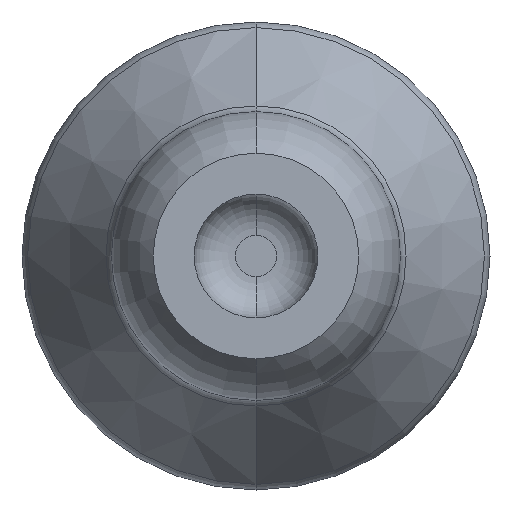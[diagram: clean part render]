
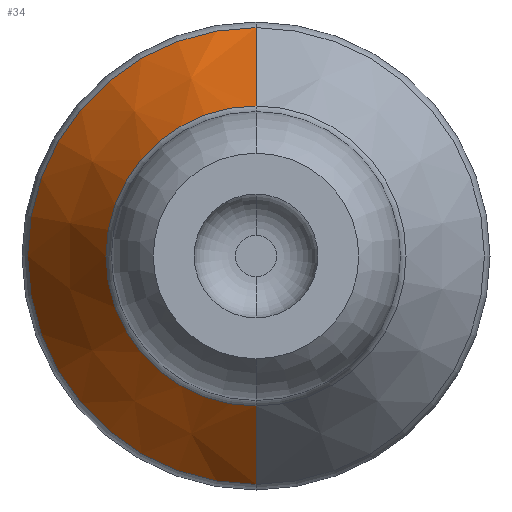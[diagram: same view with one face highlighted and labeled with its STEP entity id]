
A CAD part, front view. The second image highlights one B-rep face of the part: STEP entity #34.
In plain terms, the highlighted conical face has half-angle 30.2 degrees and reference radius 5.535 mm.
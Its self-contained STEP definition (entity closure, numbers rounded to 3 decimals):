
#4 = VERTEX_POINT ( 'NONE', #236 ) ;
#7 = EDGE_CURVE ( 'NONE', #89, #4, #215, .T. ) ;
#27 = EDGE_LOOP ( 'NONE', ( #32, #28, #39, #36 ) ) ;
#28 = ORIENTED_EDGE ( 'NONE', *, *, #88, .T. ) ;
#32 = ORIENTED_EDGE ( 'NONE', *, *, #7, .F. ) ;
#34 = ADVANCED_FACE ( 'NONE', ( #143 ), #140, .T. ) ;
#36 = ORIENTED_EDGE ( 'NONE', *, *, #80, .F. ) ;
#39 = ORIENTED_EDGE ( 'NONE', *, *, #54, .T. ) ;
#54 = EDGE_CURVE ( 'NONE', #90, #120, #246, .T. ) ;
#80 = EDGE_CURVE ( 'NONE', #4, #120, #361, .T. ) ;
#88 = EDGE_CURVE ( 'NONE', #89, #90, #269, .T. ) ;
#89 = VERTEX_POINT ( 'NONE', #265 ) ;
#90 = VERTEX_POINT ( 'NONE', #264 ) ;
#120 = VERTEX_POINT ( 'NONE', #299 ) ;
#137 = DIRECTION ( 'NONE',  ( 0., 0., 1. ) ) ;
#138 = DIRECTION ( 'NONE',  ( 0., 1., 0. ) ) ;
#139 = AXIS2_PLACEMENT_3D ( 'NONE', #142, #138, #137 ) ;
#140 = CONICAL_SURFACE ( 'NONE', #139, 5.535, 0.527 ) ;
#142 = CARTESIAN_POINT ( 'NONE',  ( 0., 23.497, 0. ) ) ;
#143 = FACE_OUTER_BOUND ( 'NONE', #27, .T. ) ;
#212 = DIRECTION ( 'NONE',  ( 0., 0.864, -0.503 ) ) ;
#213 = VECTOR ( 'NONE', #212, 1000. ) ;
#214 = CARTESIAN_POINT ( 'NONE',  ( 0., 23.497, -5.535 ) ) ;
#215 = LINE ( 'NONE', #214, #213 ) ;
#236 = CARTESIAN_POINT ( 'NONE',  ( 0., 23.497, -5.535 ) ) ;
#243 = DIRECTION ( 'NONE',  ( 0., 0.864, 0.503 ) ) ;
#244 = VECTOR ( 'NONE', #243, 1000. ) ;
#245 = CARTESIAN_POINT ( 'NONE',  ( 0., 23.497, 5.535 ) ) ;
#246 = LINE ( 'NONE', #245, #244 ) ;
#264 = CARTESIAN_POINT ( 'NONE',  ( 0., 20.233, 3.636 ) ) ;
#265 = CARTESIAN_POINT ( 'NONE',  ( 0., 20.233, -3.636 ) ) ;
#266 = DIRECTION ( 'NONE',  ( 0., 0., 1. ) ) ;
#267 = DIRECTION ( 'NONE',  ( 0., 1., 0. ) ) ;
#268 = AXIS2_PLACEMENT_3D ( 'NONE', #274, #267, #266 ) ;
#269 = CIRCLE ( 'NONE', #268, 3.636 ) ;
#274 = CARTESIAN_POINT ( 'NONE',  ( 0., 20.233, 0. ) ) ;
#299 = CARTESIAN_POINT ( 'NONE',  ( 0., 23.497, 5.535 ) ) ;
#357 = DIRECTION ( 'NONE',  ( 0., 0., 1. ) ) ;
#358 = DIRECTION ( 'NONE',  ( 0., 1., 0. ) ) ;
#359 = CARTESIAN_POINT ( 'NONE',  ( 0., 23.497, 0. ) ) ;
#360 = AXIS2_PLACEMENT_3D ( 'NONE', #359, #358, #357 ) ;
#361 = CIRCLE ( 'NONE', #360, 5.535 ) ;
